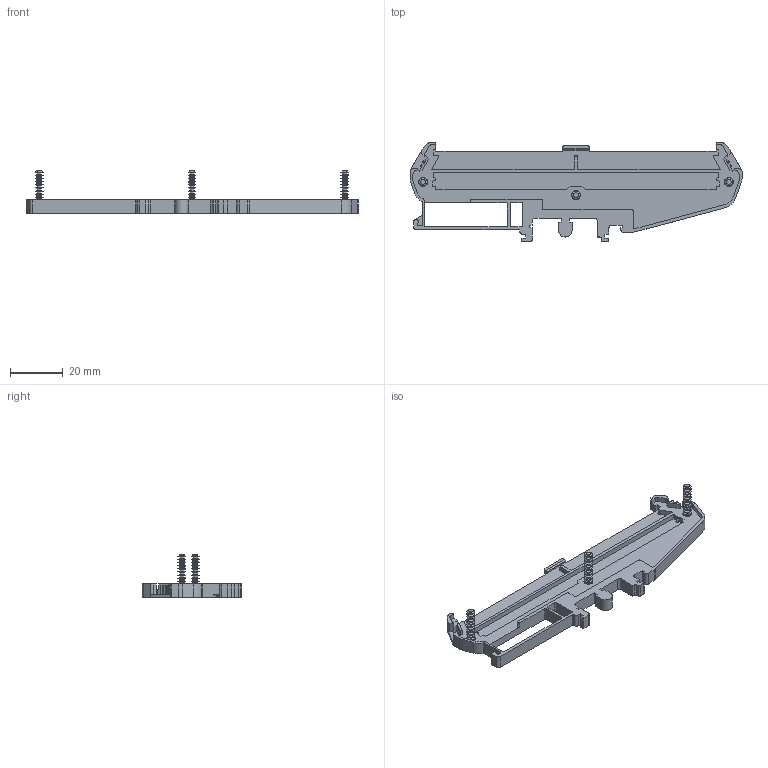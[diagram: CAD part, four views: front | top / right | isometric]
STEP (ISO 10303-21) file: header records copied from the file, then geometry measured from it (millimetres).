
FILE_DESCRIPTION (( 'STEP AP214' ), '1' );
FILE_NAME ('R39299.STEP', '2016-09-25T20:07:41', ( 'Alexey' ), ( '' ), 'SwSTEP 2.0', 'SolidWorks 2016', '' );
FILE_SCHEMA (( 'AUTOMOTIVE_DESIGN' ));
Length unit declared in the file: millimetre
Products named in the file (2): R39299
Bounding box: 125.4 x 37.6 x 16 mm (x, y, z)
Volume: 7438.2 mm3; surface area: 10014.7 mm2
Topology: 4 solids, 4 shells, 654 faces, 1744 edges, 1101 vertices
Faces by surface type: plane 271, cylinder 224, cone 144, bspline 15
Entity records: 27848 total; most frequent: CARTESIAN_POINT 4267, ORIENTED_EDGE 3476, DIRECTION 3409, EDGE_CURVE 1738, AXIS2_PLACEMENT_3D 1205, VERTEX_POINT 1101, LINE 999, VECTOR 999
